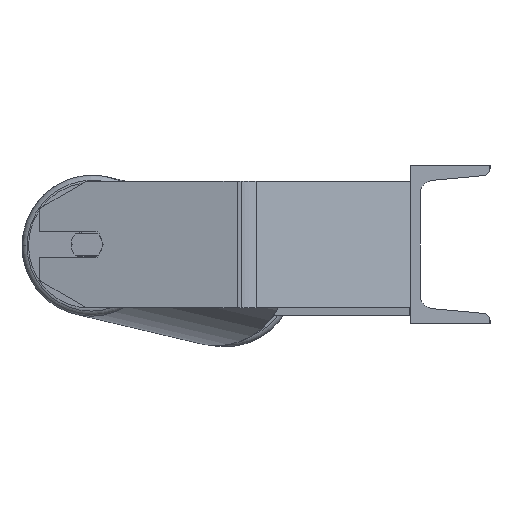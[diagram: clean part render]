
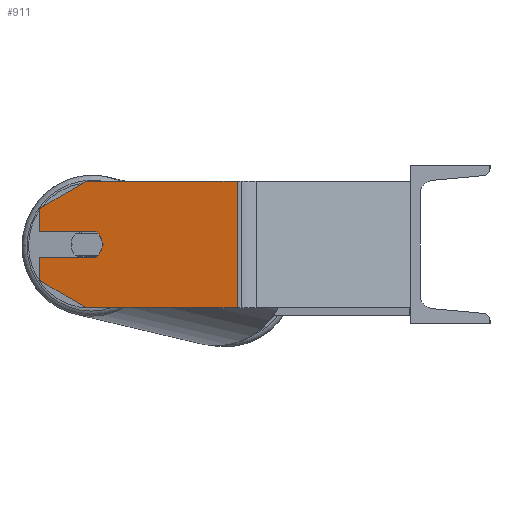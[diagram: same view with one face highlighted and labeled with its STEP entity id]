
A CAD part, left-side view. The second image highlights one B-rep face of the part: STEP entity #911.
In plain terms, the highlighted planar face has unit normal (-0.985, 0.174, 0).
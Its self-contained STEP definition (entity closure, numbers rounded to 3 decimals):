
#5 = ORIENTED_EDGE ( 'NONE', *, *, #2515, .F. ) ;
#26 = CARTESIAN_POINT ( 'NONE',  ( -739.205, 204.338, -40. ) ) ;
#111 = ORIENTED_EDGE ( 'NONE', *, *, #5713, .F. ) ;
#178 = DIRECTION ( 'NONE',  ( -0.174, -0.985, 0. ) ) ;
#242 = EDGE_CURVE ( 'NONE', #7598, #387, #6848, .T. ) ;
#387 = VERTEX_POINT ( 'NONE', #9144 ) ;
#428 = CARTESIAN_POINT ( 'NONE',  ( -755.932, 109.472, 40. ) ) ;
#637 = CARTESIAN_POINT ( 'NONE',  ( -733.995, 233.882, 8. ) ) ;
#757 = EDGE_CURVE ( 'NONE', #2030, #4241, #2677, .T. ) ;
#769 = ORIENTED_EDGE ( 'NONE', *, *, #6677, .F. ) ;
#789 = AXIS2_PLACEMENT_3D ( 'NONE', #7904, #7116, #178 ) ;
#824 = ORIENTED_EDGE ( 'NONE', *, *, #757, .F. ) ;
#889 = DIRECTION ( 'NONE',  ( -0.174, -0.985, 0. ) ) ;
#911 = ADVANCED_FACE ( 'NONE', ( #8495 ), #2301, .F. ) ;
#1099 = ORIENTED_EDGE ( 'NONE', *, *, #2154, .T. ) ;
#1302 = CARTESIAN_POINT ( 'NONE',  ( -733.995, 233.882, 40. ) ) ;
#1330 = EDGE_CURVE ( 'NONE', #5868, #2828, #7705, .T. ) ;
#1332 = CARTESIAN_POINT ( 'NONE',  ( -739.205, 204.338, -40. ) ) ;
#1480 = VERTEX_POINT ( 'NONE', #7383 ) ;
#1517 = CIRCLE ( 'NONE', #789, 10. ) ;
#1587 = LINE ( 'NONE', #6485, #7739 ) ;
#2030 = VERTEX_POINT ( 'NONE', #2608 ) ;
#2101 = CARTESIAN_POINT ( 'NONE',  ( -733.995, 233.882, -22.679 ) ) ;
#2154 = EDGE_CURVE ( 'NONE', #2030, #5868, #2743, .T. ) ;
#2301 = PLANE ( 'NONE',  #6722 ) ;
#2363 = VECTOR ( 'NONE', #4609, 1000. ) ;
#2368 = CARTESIAN_POINT ( 'NONE',  ( -755.932, 109.472, 40. ) ) ;
#2407 = EDGE_CURVE ( 'NONE', #7598, #6038, #7501, .T. ) ;
#2453 = CARTESIAN_POINT ( 'NONE',  ( -740.247, 198.429, -8. ) ) ;
#2499 = CARTESIAN_POINT ( 'NONE',  ( -733.995, 233.882, 40. ) ) ;
#2515 = EDGE_CURVE ( 'NONE', #387, #3899, #9006, .T. ) ;
#2529 = ORIENTED_EDGE ( 'NONE', *, *, #1330, .T. ) ;
#2594 = VECTOR ( 'NONE', #8380, 1000. ) ;
#2598 = CARTESIAN_POINT ( 'NONE',  ( -739.205, 204.338, 0. ) ) ;
#2608 = CARTESIAN_POINT ( 'NONE',  ( -739.205, 204.338, 40. ) ) ;
#2630 = CARTESIAN_POINT ( 'NONE',  ( -733.995, 233.882, 22.679 ) ) ;
#2677 = LINE ( 'NONE', #1302, #5436 ) ;
#2743 = LINE ( 'NONE', #3523, #2594 ) ;
#2805 = LINE ( 'NONE', #637, #3888 ) ;
#2828 = VERTEX_POINT ( 'NONE', #5448 ) ;
#2939 = CARTESIAN_POINT ( 'NONE',  ( -733.995, 233.882, -8. ) ) ;
#3365 = CARTESIAN_POINT ( 'NONE',  ( -740.941, 194.489, 0. ) ) ;
#3523 = CARTESIAN_POINT ( 'NONE',  ( -733.995, 233.882, 22.679 ) ) ;
#3539 = DIRECTION ( 'NONE',  ( 0., 0., -1. ) ) ;
#3856 = EDGE_CURVE ( 'NONE', #6038, #5910, #7629, .T. ) ;
#3888 = VECTOR ( 'NONE', #4793, 1000. ) ;
#3899 = VERTEX_POINT ( 'NONE', #3365 ) ;
#3904 = VECTOR ( 'NONE', #4702, 1000. ) ;
#4107 = DIRECTION ( 'NONE',  ( -0.174, -0.985, 0. ) ) ;
#4235 = DIRECTION ( 'NONE',  ( 0.174, 0.985, 0. ) ) ;
#4241 = VERTEX_POINT ( 'NONE', #428 ) ;
#4375 = DIRECTION ( 'NONE',  ( 0.985, -0.174, 0. ) ) ;
#4399 = LINE ( 'NONE', #2368, #6871 ) ;
#4436 = VERTEX_POINT ( 'NONE', #4997 ) ;
#4609 = DIRECTION ( 'NONE',  ( 0., 0., -1. ) ) ;
#4702 = DIRECTION ( 'NONE',  ( -0.174, -0.985, 0. ) ) ;
#4793 = DIRECTION ( 'NONE',  ( 0.174, 0.985, 0. ) ) ;
#4997 = CARTESIAN_POINT ( 'NONE',  ( -740.247, 198.429, 8. ) ) ;
#5116 = CARTESIAN_POINT ( 'NONE',  ( -733.995, 233.882, 40. ) ) ;
#5184 = DIRECTION ( 'NONE',  ( 0., 0., -1. ) ) ;
#5419 = DIRECTION ( 'NONE',  ( -0.985, 0.174, 0. ) ) ;
#5436 = VECTOR ( 'NONE', #4107, 1000. ) ;
#5448 = CARTESIAN_POINT ( 'NONE',  ( -733.995, 233.882, 8. ) ) ;
#5545 = ORIENTED_EDGE ( 'NONE', *, *, #2407, .T. ) ;
#5713 = EDGE_CURVE ( 'NONE', #3899, #4436, #1517, .T. ) ;
#5829 = EDGE_LOOP ( 'NONE', ( #5545, #6953, #6926, #769, #824, #1099, #2529, #7031, #111, #5, #9061 ) ) ;
#5868 = VERTEX_POINT ( 'NONE', #2630 ) ;
#5910 = VERTEX_POINT ( 'NONE', #1332 ) ;
#5968 = EDGE_CURVE ( 'NONE', #4436, #2828, #2805, .T. ) ;
#6038 = VERTEX_POINT ( 'NONE', #2101 ) ;
#6485 = CARTESIAN_POINT ( 'NONE',  ( -733.995, 233.882, -40. ) ) ;
#6677 = EDGE_CURVE ( 'NONE', #4241, #1480, #4399, .T. ) ;
#6722 = AXIS2_PLACEMENT_3D ( 'NONE', #5116, #4375, #4235 ) ;
#6848 = LINE ( 'NONE', #2453, #3904 ) ;
#6871 = VECTOR ( 'NONE', #5184, 1000. ) ;
#6926 = ORIENTED_EDGE ( 'NONE', *, *, #8110, .T. ) ;
#6953 = ORIENTED_EDGE ( 'NONE', *, *, #3856, .T. ) ;
#7031 = ORIENTED_EDGE ( 'NONE', *, *, #5968, .F. ) ;
#7065 = CARTESIAN_POINT ( 'NONE',  ( -733.995, 233.882, 40. ) ) ;
#7116 = DIRECTION ( 'NONE',  ( -0.985, 0.174, 0. ) ) ;
#7383 = CARTESIAN_POINT ( 'NONE',  ( -755.932, 109.472, -40. ) ) ;
#7501 = LINE ( 'NONE', #2499, #2363 ) ;
#7598 = VERTEX_POINT ( 'NONE', #2939 ) ;
#7629 = LINE ( 'NONE', #26, #8467 ) ;
#7705 = LINE ( 'NONE', #7065, #9109 ) ;
#7739 = VECTOR ( 'NONE', #889, 1000. ) ;
#7904 = CARTESIAN_POINT ( 'NONE',  ( -739.205, 204.338, 0. ) ) ;
#7971 = AXIS2_PLACEMENT_3D ( 'NONE', #2598, #5419, #8229 ) ;
#8110 = EDGE_CURVE ( 'NONE', #5910, #1480, #1587, .T. ) ;
#8229 = DIRECTION ( 'NONE',  ( -0.174, -0.985, 0. ) ) ;
#8380 = DIRECTION ( 'NONE',  ( 0.15, 0.853, -0.5 ) ) ;
#8467 = VECTOR ( 'NONE', #9095, 1000. ) ;
#8495 = FACE_OUTER_BOUND ( 'NONE', #5829, .T. ) ;
#9006 = CIRCLE ( 'NONE', #7971, 10. ) ;
#9061 = ORIENTED_EDGE ( 'NONE', *, *, #242, .F. ) ;
#9095 = DIRECTION ( 'NONE',  ( -0.15, -0.853, -0.5 ) ) ;
#9109 = VECTOR ( 'NONE', #3539, 1000. ) ;
#9144 = CARTESIAN_POINT ( 'NONE',  ( -740.247, 198.429, -8. ) ) ;
